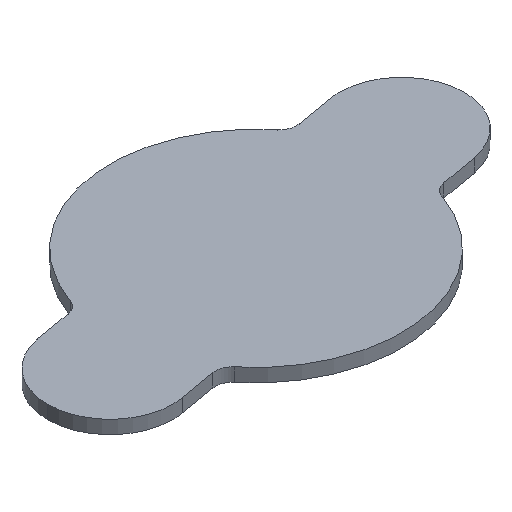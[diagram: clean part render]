
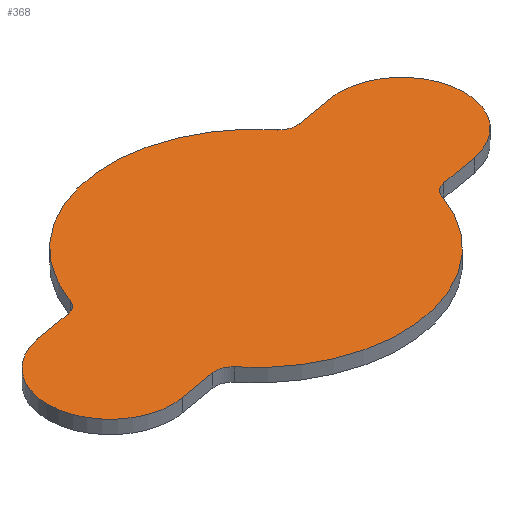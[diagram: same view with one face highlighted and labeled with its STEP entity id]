
A CAD part, isometric view. The second image highlights one B-rep face of the part: STEP entity #368.
In plain terms, the highlighted planar face has unit normal (0, 0, 1).
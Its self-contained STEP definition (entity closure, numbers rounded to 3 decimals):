
#2 = AXIS2_PLACEMENT_3D ( 'NONE', #105, #435, #139 ) ;
#4 = CIRCLE ( 'NONE', #406, 7.5 ) ;
#14 = CIRCLE ( 'NONE', #110, 2. ) ;
#24 = ORIENTED_EDGE ( 'NONE', *, *, #373, .T. ) ;
#29 = LINE ( 'NONE', #32, #514 ) ;
#31 = DIRECTION ( 'NONE',  ( -0.985, -0.172, 0. ) ) ;
#32 = CARTESIAN_POINT ( 'NONE',  ( 18.535, -3.101, 1.6 ) ) ;
#35 = VECTOR ( 'NONE', #69, 1000. ) ;
#36 = EDGE_CURVE ( 'NONE', #309, #387, #67, .T. ) ;
#37 = VERTEX_POINT ( 'NONE', #434 ) ;
#38 = CARTESIAN_POINT ( 'NONE',  ( 15.949, 11.675, 1.6 ) ) ;
#40 = VECTOR ( 'NONE', #31, 1000. ) ;
#44 = VERTEX_POINT ( 'NONE', #177 ) ;
#50 = VERTEX_POINT ( 'NONE', #472 ) ;
#57 = LINE ( 'NONE', #266, #40 ) ;
#59 = EDGE_CURVE ( 'NONE', #486, #37, #29, .T. ) ;
#67 = CIRCLE ( 'NONE', #166, 7.5 ) ;
#68 = ORIENTED_EDGE ( 'NONE', *, *, #36, .T. ) ;
#69 = DIRECTION ( 'NONE',  ( -0.985, -0.172, 0. ) ) ;
#70 = CARTESIAN_POINT ( 'NONE',  ( 18.879, -5.071, 1.6 ) ) ;
#75 = AXIS2_PLACEMENT_3D ( 'NONE', #174, #423, #262 ) ;
#77 = CIRCLE ( 'NONE', #375, 2. ) ;
#79 = VERTEX_POINT ( 'NONE', #92 ) ;
#82 = LINE ( 'NONE', #468, #125 ) ;
#86 = CIRCLE ( 'NONE', #75, 7.5 ) ;
#92 = CARTESIAN_POINT ( 'NONE',  ( -19.418, -9.742, 1.6 ) ) ;
#103 = ORIENTED_EDGE ( 'NONE', *, *, #264, .T. ) ;
#105 = CARTESIAN_POINT ( 'NONE',  ( 0.467, 1.352, 1.6 ) ) ;
#109 = DIRECTION ( 'NONE',  ( 0., 0., 1. ) ) ;
#110 = AXIS2_PLACEMENT_3D ( 'NONE', #399, #269, #508 ) ;
#113 = FACE_OUTER_BOUND ( 'NONE', #239, .T. ) ;
#115 = CARTESIAN_POINT ( 'NONE',  ( 18.535, -3.101, 1.6 ) ) ;
#118 = ORIENTED_EDGE ( 'NONE', *, *, #482, .T. ) ;
#125 = VECTOR ( 'NONE', #427, 1000. ) ;
#127 = DIRECTION ( 'NONE',  ( 0., 0., -1. ) ) ;
#133 = DIRECTION ( 'NONE',  ( 0., 0., -1. ) ) ;
#135 = AXIS2_PLACEMENT_3D ( 'NONE', #400, #357, #277 ) ;
#139 = DIRECTION ( 'NONE',  ( 1., 0., 0. ) ) ;
#148 = CARTESIAN_POINT ( 'NONE',  ( 15.949, 11.675, 1.6 ) ) ;
#157 = ORIENTED_EDGE ( 'NONE', *, *, #59, .T. ) ;
#162 = CIRCLE ( 'NONE', #420, 2. ) ;
#166 = AXIS2_PLACEMENT_3D ( 'NONE', #347, #185, #390 ) ;
#174 = CARTESIAN_POINT ( 'NONE',  ( -20.711, -2.354, 1.6 ) ) ;
#177 = CARTESIAN_POINT ( 'NONE',  ( -13.117, -9.681, 1.6 ) ) ;
#178 = EDGE_CURVE ( 'NONE', #79, #234, #82, .T. ) ;
#185 = DIRECTION ( 'NONE',  ( 0., 0., 1. ) ) ;
#186 = DIRECTION ( 'NONE',  ( 0., 0., -1. ) ) ;
#200 = AXIS2_PLACEMENT_3D ( 'NONE', #70, #397, #429 ) ;
#209 = LINE ( 'NONE', #148, #35 ) ;
#215 = DIRECTION ( 'NONE',  ( 1., 0., 0. ) ) ;
#217 = CARTESIAN_POINT ( 'NONE',  ( 14.052, 12.384, 1.6 ) ) ;
#232 = PLANE ( 'NONE',  #200 ) ;
#234 = VERTEX_POINT ( 'NONE', #380 ) ;
#239 = EDGE_LOOP ( 'NONE', ( #417, #157, #118, #413, #461, #296, #342, #496, #68, #103, #257, #24, #367 ) ) ;
#242 = EDGE_CURVE ( 'NONE', #50, #486, #162, .T. ) ;
#247 = EDGE_CURVE ( 'NONE', #324, #490, #358, .T. ) ;
#257 = ORIENTED_EDGE ( 'NONE', *, *, #178, .T. ) ;
#262 = DIRECTION ( 'NONE',  ( 1., 0., 0. ) ) ;
#264 = EDGE_CURVE ( 'NONE', #387, #79, #86, .T. ) ;
#266 = CARTESIAN_POINT ( 'NONE',  ( -22.004, 5.034, 1.6 ) ) ;
#269 = DIRECTION ( 'NONE',  ( 0., 0., -1. ) ) ;
#273 = CARTESIAN_POINT ( 'NONE',  ( -22.004, 5.034, 1.6 ) ) ;
#277 = DIRECTION ( 'NONE',  ( 1., 0., 0. ) ) ;
#278 = CARTESIAN_POINT ( 'NONE',  ( 20.353, 12.446, 1.6 ) ) ;
#280 = VERTEX_POINT ( 'NONE', #217 ) ;
#281 = CARTESIAN_POINT ( 'NONE',  ( 15.604, 13.645, 1.6 ) ) ;
#294 = EDGE_CURVE ( 'NONE', #280, #324, #328, .T. ) ;
#296 = ORIENTED_EDGE ( 'NONE', *, *, #294, .T. ) ;
#303 = CARTESIAN_POINT ( 'NONE',  ( -17.945, 7.774, 1.6 ) ) ;
#304 = AXIS2_PLACEMENT_3D ( 'NONE', #303, #133, #215 ) ;
#306 = CARTESIAN_POINT ( 'NONE',  ( -16.056, 7.115, 1.6 ) ) ;
#309 = VERTEX_POINT ( 'NONE', #273 ) ;
#318 = DIRECTION ( 'NONE',  ( 1., 0., 0. ) ) ;
#324 = VERTEX_POINT ( 'NONE', #306 ) ;
#328 = CIRCLE ( 'NONE', #2, 17.5 ) ;
#335 = DIRECTION ( 'NONE',  ( 1., 0., 0. ) ) ;
#342 = ORIENTED_EDGE ( 'NONE', *, *, #247, .T. ) ;
#345 = EDGE_CURVE ( 'NONE', #504, #478, #209, .T. ) ;
#347 = CARTESIAN_POINT ( 'NONE',  ( -20.711, -2.354, 1.6 ) ) ;
#357 = DIRECTION ( 'NONE',  ( 0., 0., 1. ) ) ;
#358 = CIRCLE ( 'NONE', #304, 2. ) ;
#367 = ORIENTED_EDGE ( 'NONE', *, *, #466, .T. ) ;
#368 = ADVANCED_FACE ( 'NONE', ( #113 ), #232, .T. ) ;
#373 = EDGE_CURVE ( 'NONE', #234, #44, #14, .T. ) ;
#375 = AXIS2_PLACEMENT_3D ( 'NONE', #281, #186, #515 ) ;
#380 = CARTESIAN_POINT ( 'NONE',  ( -15.014, -8.971, 1.6 ) ) ;
#383 = EDGE_CURVE ( 'NONE', #490, #309, #57, .T. ) ;
#387 = VERTEX_POINT ( 'NONE', #475 ) ;
#390 = DIRECTION ( 'NONE',  ( 1., 0., 0. ) ) ;
#397 = DIRECTION ( 'NONE',  ( 0., 0., 1. ) ) ;
#399 = CARTESIAN_POINT ( 'NONE',  ( -14.669, -10.941, 1.6 ) ) ;
#400 = CARTESIAN_POINT ( 'NONE',  ( 0.467, 1.352, 1.6 ) ) ;
#406 = AXIS2_PLACEMENT_3D ( 'NONE', #440, #109, #318 ) ;
#413 = ORIENTED_EDGE ( 'NONE', *, *, #345, .T. ) ;
#417 = ORIENTED_EDGE ( 'NONE', *, *, #242, .T. ) ;
#420 = AXIS2_PLACEMENT_3D ( 'NONE', #505, #127, #335 ) ;
#423 = DIRECTION ( 'NONE',  ( 0., 0., 1. ) ) ;
#427 = DIRECTION ( 'NONE',  ( 0.985, 0.172, 0. ) ) ;
#429 = DIRECTION ( 'NONE',  ( 1., 0., 0. ) ) ;
#434 = CARTESIAN_POINT ( 'NONE',  ( 22.938, -2.33, 1.6 ) ) ;
#435 = DIRECTION ( 'NONE',  ( 0., 0., 1. ) ) ;
#439 = CARTESIAN_POINT ( 'NONE',  ( -17.6, 5.804, 1.6 ) ) ;
#440 = CARTESIAN_POINT ( 'NONE',  ( 21.646, 5.058, 1.6 ) ) ;
#444 = EDGE_CURVE ( 'NONE', #478, #280, #77, .T. ) ;
#461 = ORIENTED_EDGE ( 'NONE', *, *, #444, .T. ) ;
#466 = EDGE_CURVE ( 'NONE', #44, #50, #495, .T. ) ;
#468 = CARTESIAN_POINT ( 'NONE',  ( -19.418, -9.742, 1.6 ) ) ;
#472 = CARTESIAN_POINT ( 'NONE',  ( 16.991, -4.412, 1.6 ) ) ;
#475 = CARTESIAN_POINT ( 'NONE',  ( -28.211, -2.354, 1.6 ) ) ;
#478 = VERTEX_POINT ( 'NONE', #38 ) ;
#481 = DIRECTION ( 'NONE',  ( 0.985, 0.172, 0. ) ) ;
#482 = EDGE_CURVE ( 'NONE', #37, #504, #4, .T. ) ;
#486 = VERTEX_POINT ( 'NONE', #115 ) ;
#490 = VERTEX_POINT ( 'NONE', #439 ) ;
#495 = CIRCLE ( 'NONE', #135, 17.5 ) ;
#496 = ORIENTED_EDGE ( 'NONE', *, *, #383, .T. ) ;
#504 = VERTEX_POINT ( 'NONE', #278 ) ;
#505 = CARTESIAN_POINT ( 'NONE',  ( 18.879, -5.071, 1.6 ) ) ;
#508 = DIRECTION ( 'NONE',  ( 1., 0., 0. ) ) ;
#514 = VECTOR ( 'NONE', #481, 1000. ) ;
#515 = DIRECTION ( 'NONE',  ( 1., 0., 0. ) ) ;
